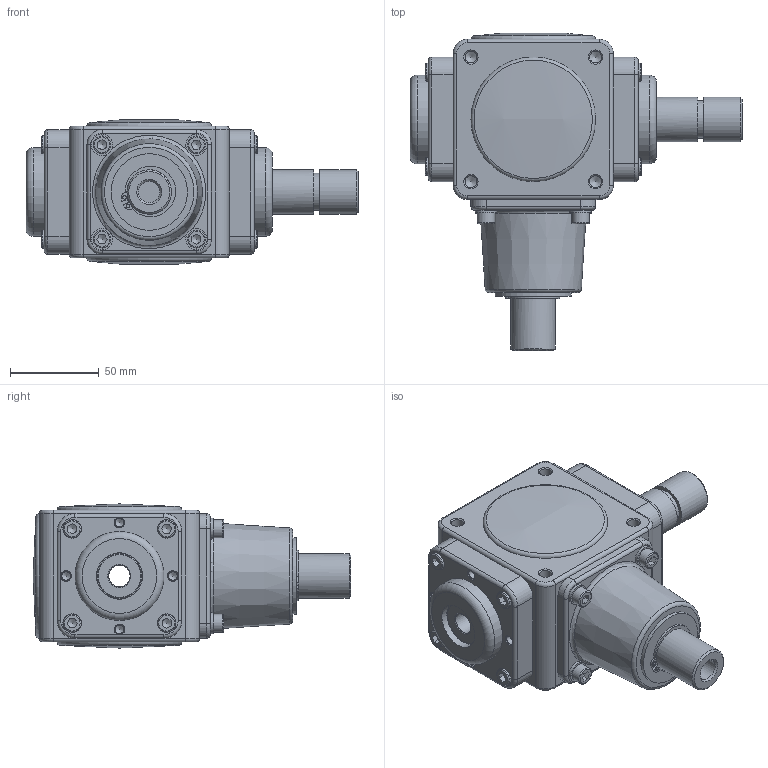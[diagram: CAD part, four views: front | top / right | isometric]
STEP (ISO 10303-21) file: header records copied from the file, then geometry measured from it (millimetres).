
FILE_DESCRIPTION(/* description */ (''),/* implementation_level */ '2;1');
FILE_NAME(/* name */ 'C006.stp',/* time_stamp */ '2016-11-25T11:58:44+01:00',/* author */ ('gianni'),/* organization */ (''),/* preprocessor_version */ 'ST-DEVELOPER v16.5',/* originating_system */ 'Autodesk Inventor 2017',/* authorisation */ '');
FILE_SCHEMA (('AUTOMOTIVE_DESIGN { 1 0 10303 214 3 1 1 }'));
Length unit declared in the file: millimetre
Products named in the file (1): C006
Bounding box: 186.55 x 178.5 x 80.99 mm (x, y, z)
Volume: 913146.4 mm3; surface area: 104875.9 mm2
Topology: 1 solids, 3 shells, 407 faces, 963 edges, 604 vertices
Faces by surface type: plane 162, cylinder 126, cone 73, torus 43, sphere 3
Full cylindrical faces by diameter (mm): 2 x2, 4.917 x8, 6 x4, 6.4 x4, 6.5 x4, 6.647 x8, 10 x12, 10.5 x8, 12 x6, 21 x1, 23.9 x1, 25 x4, 26 x2, 43 x1, 50 x2, 63 x2
Entity records: 10312 total; most frequent: CARTESIAN_POINT 1960, DIRECTION 1820, ORIENTED_EDGE 1496, AXIS2_PLACEMENT_3D 770, EDGE_CURVE 748, EDGE_LOOP 598, VERTEX_POINT 534, FACE_OUTER_BOUND 407
